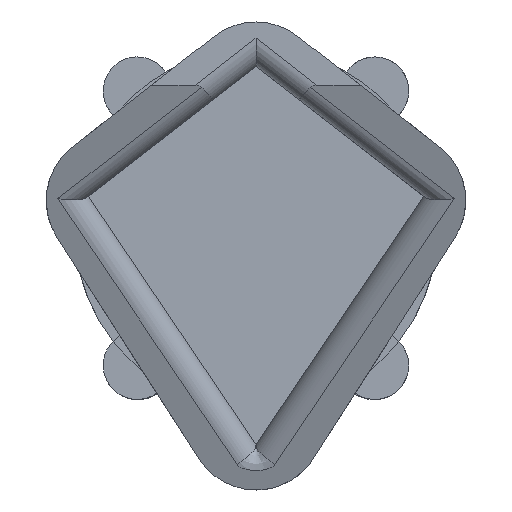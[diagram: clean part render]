
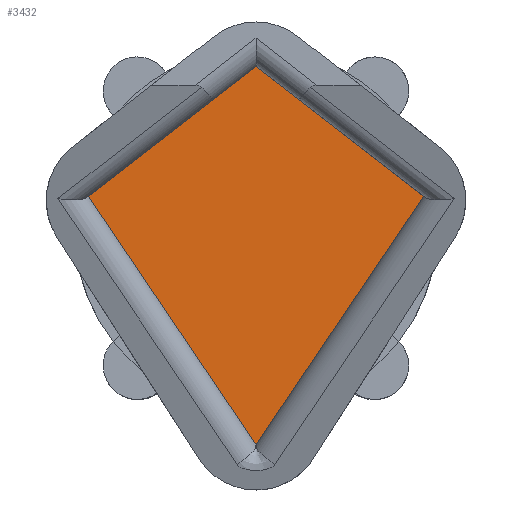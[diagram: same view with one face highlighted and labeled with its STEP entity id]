
A CAD part, left-side view. The second image highlights one B-rep face of the part: STEP entity #3432.
In plain terms, the highlighted planar face has unit normal (-1, 0, 0).
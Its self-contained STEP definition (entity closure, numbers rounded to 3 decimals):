
#1179 = PLANE('',#1180);
#1180 = AXIS2_PLACEMENT_3D('',#1181,#1182,#1183);
#1181 = CARTESIAN_POINT('',(200.,36.926,17.541));
#1182 = DIRECTION('',(0.,0.612,0.791)
  );
#1183 = DIRECTION('',(0.,-0.791,0.612)
  );
#1467 = PLANE('',#1468);
#1468 = AXIS2_PLACEMENT_3D('',#1469,#1470,#1471);
#1469 = CARTESIAN_POINT('',(200.,-36.926,17.541));
#1470 = DIRECTION('',(0.,0.612,-0.791)
  );
#1471 = DIRECTION('',(0.,0.791,0.612));
#1874 = PLANE('',#1875);
#1875 = AXIS2_PLACEMENT_3D('',#1876,#1877,#1878);
#1876 = CARTESIAN_POINT('',(200.,0.,-37.156));
#1877 = DIRECTION('',(0.,0.829,0.56)
  );
#1878 = DIRECTION('',(0.,-0.56,0.829
    ));
#2229 = PLANE('',#2230);
#2230 = AXIS2_PLACEMENT_3D('',#2231,#2232,#2233);
#2231 = CARTESIAN_POINT('',(200.,0.,-37.156));
#2232 = DIRECTION('',(0.,0.829,-0.56)
  );
#2233 = DIRECTION('',(0.,0.56,0.829)
  );
#2481 = VERTEX_POINT('',#2482);
#2482 = CARTESIAN_POINT('',(200.,0.,46.092));
#2503 = EDGE_CURVE('',#2504,#2481,#2506,.T.);
#2504 = VERTEX_POINT('',#2505);
#2505 = CARTESIAN_POINT('',(200.,36.926,17.541));
#2506 = SURFACE_CURVE('',#2507,(#2511,#2518),.PCURVE_S1.);
#2507 = LINE('',#2508,#2509);
#2508 = CARTESIAN_POINT('',(200.,36.926,17.541));
#2509 = VECTOR('',#2510,1.);
#2510 = DIRECTION('',(0.,-0.791,0.612)
  );
#2511 = PCURVE('',#1179,#2512);
#2512 = DEFINITIONAL_REPRESENTATION('',(#2513),#2517);
#2513 = LINE('',#2514,#2515);
#2514 = CARTESIAN_POINT('',(0.,0.));
#2515 = VECTOR('',#2516,1.);
#2516 = DIRECTION('',(1.,0.));
#2517 = ( GEOMETRIC_REPRESENTATION_CONTEXT(2) 
PARAMETRIC_REPRESENTATION_CONTEXT() REPRESENTATION_CONTEXT('2D SPACE',''
  ) );
#2518 = PCURVE('',#2519,#2524);
#2519 = PLANE('',#2520);
#2520 = AXIS2_PLACEMENT_3D('',#2521,#2522,#2523);
#2521 = CARTESIAN_POINT('',(200.,0.,7.436));
#2522 = DIRECTION('',(1.,0.,0.));
#2523 = DIRECTION('',(0.,0.,1.));
#2524 = DEFINITIONAL_REPRESENTATION('',(#2525),#2529);
#2525 = LINE('',#2526,#2527);
#2526 = CARTESIAN_POINT('',(10.105,-36.926));
#2527 = VECTOR('',#2528,1.);
#2528 = DIRECTION('',(0.612,0.791));
#2529 = ( GEOMETRIC_REPRESENTATION_CONTEXT(2) 
PARAMETRIC_REPRESENTATION_CONTEXT() REPRESENTATION_CONTEXT('2D SPACE',''
  ) );
#2816 = EDGE_CURVE('',#2817,#2481,#2819,.T.);
#2817 = VERTEX_POINT('',#2818);
#2818 = CARTESIAN_POINT('',(200.,-36.926,17.541));
#2819 = SURFACE_CURVE('',#2820,(#2824,#2831),.PCURVE_S1.);
#2820 = LINE('',#2821,#2822);
#2821 = CARTESIAN_POINT('',(200.,-36.926,17.541));
#2822 = VECTOR('',#2823,1.);
#2823 = DIRECTION('',(0.,0.791,0.612));
#2824 = PCURVE('',#1467,#2825);
#2825 = DEFINITIONAL_REPRESENTATION('',(#2826),#2830);
#2826 = LINE('',#2827,#2828);
#2827 = CARTESIAN_POINT('',(0.,0.));
#2828 = VECTOR('',#2829,1.);
#2829 = DIRECTION('',(1.,0.));
#2830 = ( GEOMETRIC_REPRESENTATION_CONTEXT(2) 
PARAMETRIC_REPRESENTATION_CONTEXT() REPRESENTATION_CONTEXT('2D SPACE',''
  ) );
#2831 = PCURVE('',#2519,#2832);
#2832 = DEFINITIONAL_REPRESENTATION('',(#2833),#2837);
#2833 = LINE('',#2834,#2835);
#2834 = CARTESIAN_POINT('',(10.105,36.926));
#2835 = VECTOR('',#2836,1.);
#2836 = DIRECTION('',(0.612,-0.791));
#2837 = ( GEOMETRIC_REPRESENTATION_CONTEXT(2) 
PARAMETRIC_REPRESENTATION_CONTEXT() REPRESENTATION_CONTEXT('2D SPACE',''
  ) );
#3033 = EDGE_CURVE('',#3034,#2817,#3036,.T.);
#3034 = VERTEX_POINT('',#3035);
#3035 = CARTESIAN_POINT('',(200.,0.,-37.156));
#3036 = SURFACE_CURVE('',#3037,(#3041,#3048),.PCURVE_S1.);
#3037 = LINE('',#3038,#3039);
#3038 = CARTESIAN_POINT('',(200.,0.,-37.156));
#3039 = VECTOR('',#3040,1.);
#3040 = DIRECTION('',(0.,-0.56,0.829
    ));
#3041 = PCURVE('',#1874,#3042);
#3042 = DEFINITIONAL_REPRESENTATION('',(#3043),#3047);
#3043 = LINE('',#3044,#3045);
#3044 = CARTESIAN_POINT('',(0.,0.));
#3045 = VECTOR('',#3046,1.);
#3046 = DIRECTION('',(1.,0.));
#3047 = ( GEOMETRIC_REPRESENTATION_CONTEXT(2) 
PARAMETRIC_REPRESENTATION_CONTEXT() REPRESENTATION_CONTEXT('2D SPACE',''
  ) );
#3048 = PCURVE('',#2519,#3049);
#3049 = DEFINITIONAL_REPRESENTATION('',(#3050),#3054);
#3050 = LINE('',#3051,#3052);
#3051 = CARTESIAN_POINT('',(-44.592,0.));
#3052 = VECTOR('',#3053,1.);
#3053 = DIRECTION('',(0.829,0.56));
#3054 = ( GEOMETRIC_REPRESENTATION_CONTEXT(2) 
PARAMETRIC_REPRESENTATION_CONTEXT() REPRESENTATION_CONTEXT('2D SPACE',''
  ) );
#3277 = EDGE_CURVE('',#3034,#2504,#3278,.T.);
#3278 = SURFACE_CURVE('',#3279,(#3283,#3290),.PCURVE_S1.);
#3279 = LINE('',#3280,#3281);
#3280 = CARTESIAN_POINT('',(200.,0.,-37.156));
#3281 = VECTOR('',#3282,1.);
#3282 = DIRECTION('',(0.,0.56,0.829));
#3283 = PCURVE('',#2229,#3284);
#3284 = DEFINITIONAL_REPRESENTATION('',(#3285),#3289);
#3285 = LINE('',#3286,#3287);
#3286 = CARTESIAN_POINT('',(0.,0.));
#3287 = VECTOR('',#3288,1.);
#3288 = DIRECTION('',(1.,0.));
#3289 = ( GEOMETRIC_REPRESENTATION_CONTEXT(2) 
PARAMETRIC_REPRESENTATION_CONTEXT() REPRESENTATION_CONTEXT('2D SPACE',''
  ) );
#3290 = PCURVE('',#2519,#3291);
#3291 = DEFINITIONAL_REPRESENTATION('',(#3292),#3296);
#3292 = LINE('',#3293,#3294);
#3293 = CARTESIAN_POINT('',(-44.592,0.));
#3294 = VECTOR('',#3295,1.);
#3295 = DIRECTION('',(0.829,-0.56));
#3296 = ( GEOMETRIC_REPRESENTATION_CONTEXT(2) 
PARAMETRIC_REPRESENTATION_CONTEXT() REPRESENTATION_CONTEXT('2D SPACE',''
  ) );
#3432 = ADVANCED_FACE('',(#3433),#2519,.F.);
#3433 = FACE_BOUND('',#3434,.F.);
#3434 = EDGE_LOOP('',(#3435,#3436,#3437,#3438));
#3435 = ORIENTED_EDGE('',*,*,#3277,.T.);
#3436 = ORIENTED_EDGE('',*,*,#2503,.T.);
#3437 = ORIENTED_EDGE('',*,*,#2816,.F.);
#3438 = ORIENTED_EDGE('',*,*,#3033,.F.);
